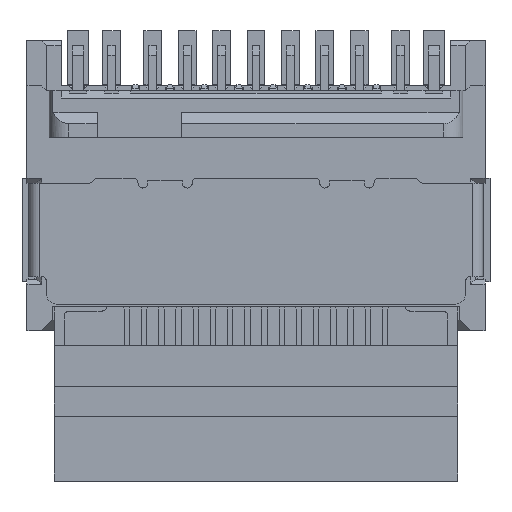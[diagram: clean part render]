
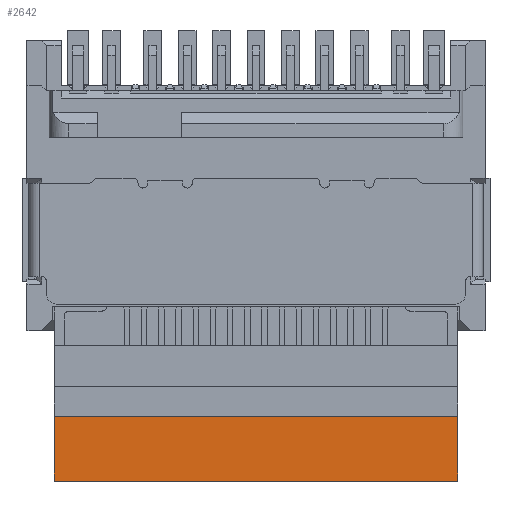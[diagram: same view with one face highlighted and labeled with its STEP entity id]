
A CAD part, top view. The second image highlights one B-rep face of the part: STEP entity #2642.
In plain terms, the highlighted planar face has unit normal (0, 0, 1).
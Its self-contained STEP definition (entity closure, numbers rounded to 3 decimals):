
#2642=ADVANCED_FACE('',(#5449),#3987,.F.);
#3987=PLANE('',#31222);
#5449=FACE_OUTER_BOUND('',#6963,.T.);
#6963=EDGE_LOOP('',(#15131,#15132,#15133,#15134));
#15131=ORIENTED_EDGE('',*,*,#21928,.F.);
#15132=ORIENTED_EDGE('',*,*,#21467,.T.);
#15133=ORIENTED_EDGE('',*,*,#21432,.T.);
#15134=ORIENTED_EDGE('',*,*,#21422,.T.);
#17581=VERTEX_POINT('',#45878);
#17582=VERTEX_POINT('',#45880);
#17589=VERTEX_POINT('',#45899);
#17612=VERTEX_POINT('',#45976);
#21422=EDGE_CURVE('',#17582,#17581,#25222,.T.);
#21432=EDGE_CURVE('',#17589,#17582,#25232,.T.);
#21467=EDGE_CURVE('',#17612,#17589,#25255,.T.);
#21928=EDGE_CURVE('',#17612,#17581,#25696,.T.);
#25222=LINE('',#45879,#28990);
#25232=LINE('',#45898,#29000);
#25255=LINE('',#45975,#29023);
#25696=LINE('',#46908,#29464);
#28990=VECTOR('',#37483,1.);
#29000=VECTOR('',#37497,1.);
#29023=VECTOR('',#37558,1.);
#29464=VECTOR('',#38501,1.);
#31222=AXIS2_PLACEMENT_3D('',#46909,#38502,#38503);
#37483=DIRECTION('',(0.,1.,0.));
#37497=DIRECTION('',(1.,0.,0.));
#37558=DIRECTION('',(0.,-1.,0.));
#38501=DIRECTION('',(1.,0.,0.));
#38502=DIRECTION('',(0.,0.,-1.));
#38503=DIRECTION('',(1.,0.,0.));
#45878=CARTESIAN_POINT('',(2.198,-1.17,0.335));
#45879=CARTESIAN_POINT('',(2.198,-1.83,0.335));
#45880=CARTESIAN_POINT('',(2.198,-1.83,0.335));
#45898=CARTESIAN_POINT('',(-0.372,-1.83,0.335));
#45899=CARTESIAN_POINT('',(-1.902,-1.83,0.335));
#45975=CARTESIAN_POINT('',(-1.902,-1.83,0.335));
#45976=CARTESIAN_POINT('',(-1.902,-1.17,0.335));
#46908=CARTESIAN_POINT('',(-1.902,-1.17,0.335));
#46909=CARTESIAN_POINT('',(2.668,0.,0.335));
